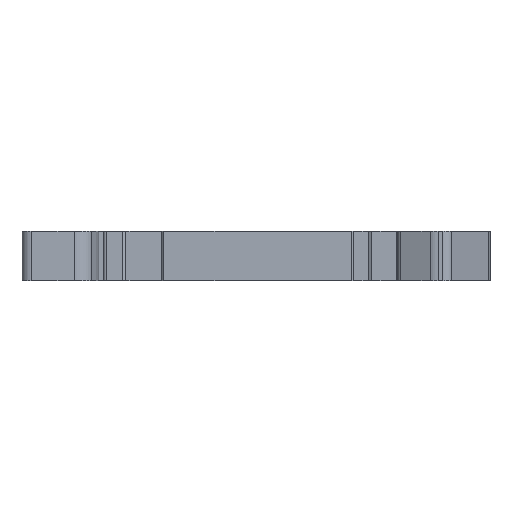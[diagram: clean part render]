
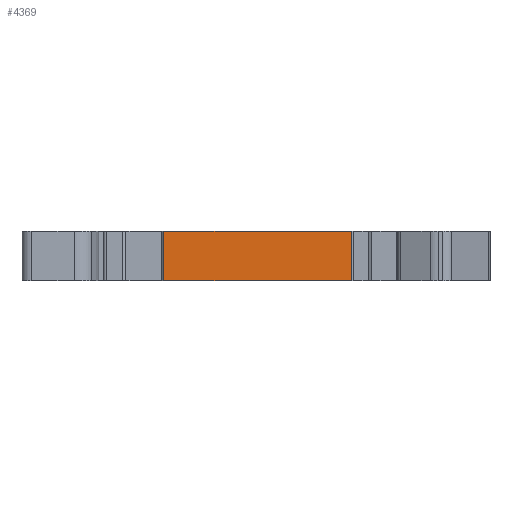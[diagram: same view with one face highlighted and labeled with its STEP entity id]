
A CAD part, front view. The second image highlights one B-rep face of the part: STEP entity #4369.
In plain terms, the highlighted planar face has unit normal (0, -1, 0).
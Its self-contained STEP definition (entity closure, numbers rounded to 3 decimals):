
#445=DIRECTION('',(1.,0.,0.));
#446=VECTOR('',#445,19.6);
#447=CARTESIAN_POINT('',(-4.8,-11.6,-2.6));
#448=LINE('',#447,#446);
#964=DIRECTION('',(0.,0.,1.));
#965=VECTOR('',#964,5.2);
#966=CARTESIAN_POINT('',(14.8,-11.6,-2.6));
#967=LINE('',#966,#965);
#968=DIRECTION('',(0.,0.,1.));
#969=VECTOR('',#968,5.2);
#970=CARTESIAN_POINT('',(-4.8,-11.6,-2.6));
#971=LINE('',#970,#969);
#1714=DIRECTION('',(1.,0.,0.));
#1715=VECTOR('',#1714,19.6);
#1716=CARTESIAN_POINT('',(-4.8,-11.6,2.6));
#1717=LINE('',#1716,#1715);
#2603=CARTESIAN_POINT('',(-4.8,-11.6,-2.6));
#2604=VERTEX_POINT('',#2603);
#2605=CARTESIAN_POINT('',(14.8,-11.6,-2.6));
#2606=VERTEX_POINT('',#2605);
#2923=CARTESIAN_POINT('',(-4.8,-11.6,2.6));
#2924=VERTEX_POINT('',#2923);
#2925=CARTESIAN_POINT('',(14.8,-11.6,2.6));
#2926=VERTEX_POINT('',#2925);
#4356=CARTESIAN_POINT('',(-4.8,-11.6,-2.6));
#4357=DIRECTION('',(0.,-1.,0.));
#4358=DIRECTION('',(1.,0.,0.));
#4359=AXIS2_PLACEMENT_3D('',#4356,#4357,#4358);
#4360=PLANE('',#4359);
#4361=ORIENTED_EDGE('',*,*,#3360,.F.);
#4363=ORIENTED_EDGE('',*,*,#4362,.T.);
#4365=ORIENTED_EDGE('',*,*,#4364,.T.);
#4366=ORIENTED_EDGE('',*,*,#4348,.F.);
#4367=EDGE_LOOP('',(#4361,#4363,#4365,#4366));
#4368=FACE_OUTER_BOUND('',#4367,.F.);
#3360=EDGE_CURVE('',#2604,#2606,#448,.T.);
#4348=EDGE_CURVE('',#2606,#2926,#967,.T.);
#4362=EDGE_CURVE('',#2604,#2924,#971,.T.);
#4364=EDGE_CURVE('',#2924,#2926,#1717,.T.);
#4369=ADVANCED_FACE('',(#4368),#4360,.T.);
